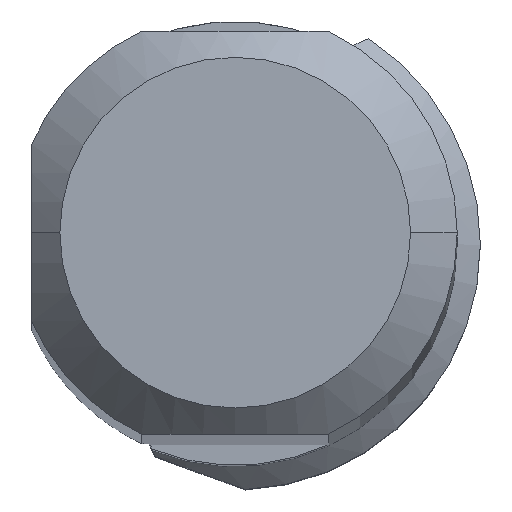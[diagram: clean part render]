
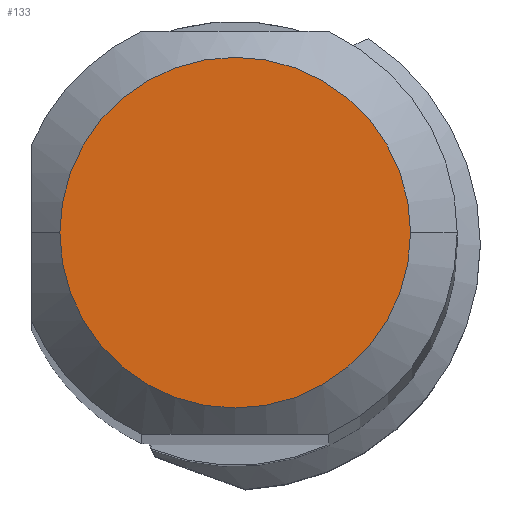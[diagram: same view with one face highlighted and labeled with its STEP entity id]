
A CAD part, top view. The second image highlights one B-rep face of the part: STEP entity #133.
In plain terms, the highlighted planar face has unit normal (0, 0, 1).
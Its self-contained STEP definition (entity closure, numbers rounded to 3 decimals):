
#73=PLANE('',#1201);
#133=ADVANCED_FACE('',(#215),#73,.T.);
#215=FACE_OUTER_BOUND('',#273,.T.);
#273=EDGE_LOOP('',(#561,#562,#563));
#561=ORIENTED_EDGE('',*,*,#951,.F.);
#562=ORIENTED_EDGE('',*,*,#950,.F.);
#563=ORIENTED_EDGE('',*,*,#943,.F.);
#819=VERTEX_POINT('',#1824);
#820=VERTEX_POINT('',#1826);
#823=VERTEX_POINT('',#1865);
#943=EDGE_CURVE('',#819,#820,#1054,.T.);
#950=EDGE_CURVE('',#820,#823,#1056,.T.);
#951=EDGE_CURVE('',#823,#819,#1057,.T.);
#1054=CIRCLE('',#1193,3.763);
#1056=CIRCLE('',#1198,3.763);
#1057=CIRCLE('',#1199,3.763);
#1193=AXIS2_PLACEMENT_3D('',#1825,#1403,#1404);
#1198=AXIS2_PLACEMENT_3D('',#1864,#1415,#1416);
#1199=AXIS2_PLACEMENT_3D('',#1866,#1417,#1418);
#1201=AXIS2_PLACEMENT_3D('',#1868,#1421,#1422);
#1403=DIRECTION('',(0.,0.,-1.));
#1404=DIRECTION('',(-1.,0.,0.));
#1415=DIRECTION('',(0.,0.,-1.));
#1416=DIRECTION('',(1.,0.,0.));
#1417=DIRECTION('',(0.,0.,-1.));
#1418=DIRECTION('',(0.,-1.,0.));
#1421=DIRECTION('',(0.,0.,1.));
#1422=DIRECTION('',(-1.,0.,0.));
#1824=CARTESIAN_POINT('',(-3.763,0.,0.));
#1825=CARTESIAN_POINT('',(0.,0.,0.));
#1826=CARTESIAN_POINT('',(3.763,0.,0.));
#1864=CARTESIAN_POINT('',(0.,0.,0.));
#1865=CARTESIAN_POINT('',(0.,-3.763,0.));
#1866=CARTESIAN_POINT('',(0.,0.,0.));
#1868=CARTESIAN_POINT('',(0.,0.,0.));
